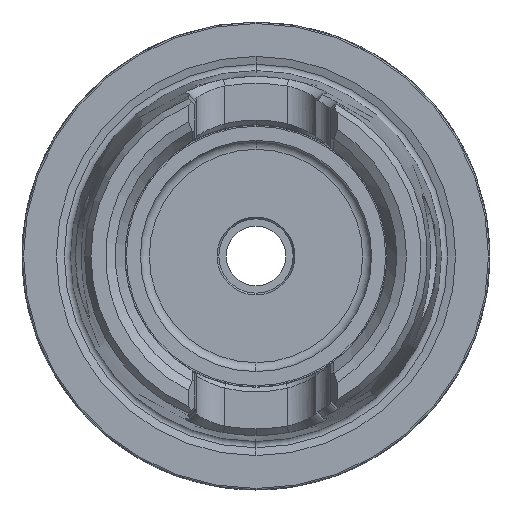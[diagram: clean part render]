
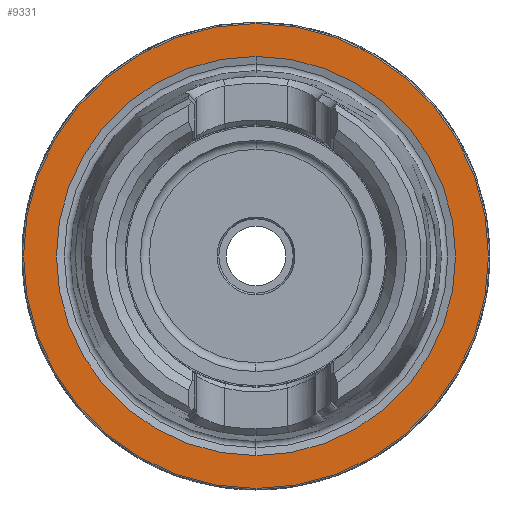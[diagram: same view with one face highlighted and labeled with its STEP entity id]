
A CAD part, left-side view. The second image highlights one B-rep face of the part: STEP entity #9331.
In plain terms, the highlighted planar face has unit normal (-1, 0, 0).
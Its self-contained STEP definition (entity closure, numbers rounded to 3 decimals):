
#253 = ORIENTED_EDGE ( 'NONE', *, *, #5155, .T. ) ;
#432 = VERTEX_POINT ( 'NONE', #6126 ) ;
#507 = ORIENTED_EDGE ( 'NONE', *, *, #9671, .T. ) ;
#758 = ORIENTED_EDGE ( 'NONE', *, *, #9299, .F. ) ;
#777 = CARTESIAN_POINT ( 'NONE',  ( 0., 0., -26.85 ) ) ;
#791 = CIRCLE ( 'NONE', #8444, 31.275 ) ;
#857 = EDGE_LOOP ( 'NONE', ( #758, #2168 ) ) ;
#1011 = PLANE ( 'NONE',  #2721 ) ;
#1107 = AXIS2_PLACEMENT_3D ( 'NONE', #7506, #2694, #8325 ) ;
#1124 = CIRCLE ( 'NONE', #8642, 31.275 ) ;
#1779 = CARTESIAN_POINT ( 'NONE',  ( 0., 0., 31.275 ) ) ;
#1787 = VERTEX_POINT ( 'NONE', #1779 ) ;
#2168 = ORIENTED_EDGE ( 'NONE', *, *, #10280, .F. ) ;
#2642 = CIRCLE ( 'NONE', #1107, 26.85 ) ;
#2694 = DIRECTION ( 'NONE',  ( -1., 0., 0. ) ) ;
#2721 = AXIS2_PLACEMENT_3D ( 'NONE', #6633, #4295, #9911 ) ;
#3031 = DIRECTION ( 'NONE',  ( -1., 0., 0. ) ) ;
#3343 = DIRECTION ( 'NONE',  ( -1., 0., 0. ) ) ;
#3375 = CIRCLE ( 'NONE', #7910, 26.85 ) ;
#4231 = VERTEX_POINT ( 'NONE', #777 ) ;
#4262 = CARTESIAN_POINT ( 'NONE',  ( 0., 0., 0. ) ) ;
#4295 = DIRECTION ( 'NONE',  ( 1., 0., 0. ) ) ;
#4522 = FACE_OUTER_BOUND ( 'NONE', #5775, .T. ) ;
#5106 = DIRECTION ( 'NONE',  ( 0., 0., 1. ) ) ;
#5155 = EDGE_CURVE ( 'NONE', #9560, #1787, #791, .T. ) ;
#5775 = EDGE_LOOP ( 'NONE', ( #507, #253 ) ) ;
#6126 = CARTESIAN_POINT ( 'NONE',  ( 0., 0., 26.85 ) ) ;
#6633 = CARTESIAN_POINT ( 'NONE',  ( 0., 31.275, 0. ) ) ;
#7506 = CARTESIAN_POINT ( 'NONE',  ( 0., 0., 0. ) ) ;
#7842 = CARTESIAN_POINT ( 'NONE',  ( 0., 0., 0. ) ) ;
#7910 = AXIS2_PLACEMENT_3D ( 'NONE', #8170, #3343, #8953 ) ;
#8170 = CARTESIAN_POINT ( 'NONE',  ( 0., 0., 0. ) ) ;
#8325 = DIRECTION ( 'NONE',  ( 0., 0., 1. ) ) ;
#8444 = AXIS2_PLACEMENT_3D ( 'NONE', #7842, #3031, #8647 ) ;
#8642 = AXIS2_PLACEMENT_3D ( 'NONE', #4262, #9885, #5106 ) ;
#8647 = DIRECTION ( 'NONE',  ( 0., 0., 1. ) ) ;
#8788 = FACE_BOUND ( 'NONE', #857, .T. ) ;
#8953 = DIRECTION ( 'NONE',  ( 0., 0., 1. ) ) ;
#9299 = EDGE_CURVE ( 'NONE', #432, #4231, #2642, .T. ) ;
#9331 = ADVANCED_FACE ( 'NONE', ( #8788, #4522 ), #1011, .F. ) ;
#9560 = VERTEX_POINT ( 'NONE', #10125 ) ;
#9671 = EDGE_CURVE ( 'NONE', #1787, #9560, #1124, .T. ) ;
#9885 = DIRECTION ( 'NONE',  ( -1., 0., 0. ) ) ;
#9911 = DIRECTION ( 'NONE',  ( 0., 0., -1. ) ) ;
#10125 = CARTESIAN_POINT ( 'NONE',  ( 0., 0., -31.275 ) ) ;
#10280 = EDGE_CURVE ( 'NONE', #4231, #432, #3375, .T. ) ;
